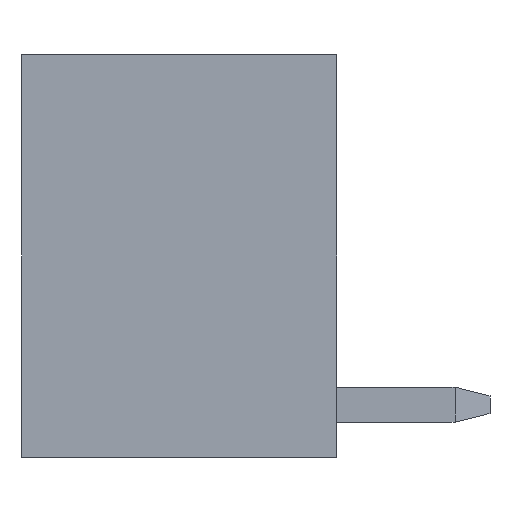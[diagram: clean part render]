
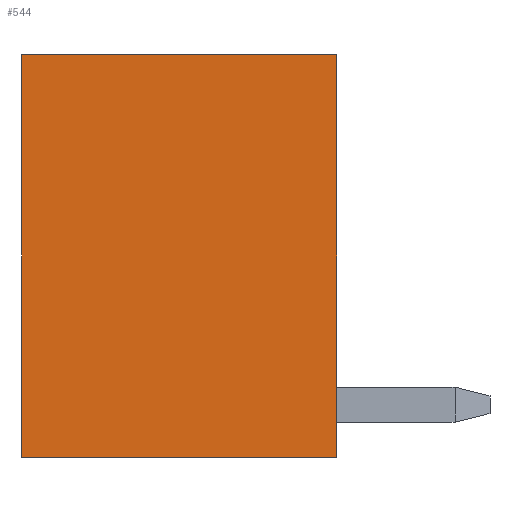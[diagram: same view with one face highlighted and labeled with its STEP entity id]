
A CAD part, left-side view. The second image highlights one B-rep face of the part: STEP entity #544.
In plain terms, the highlighted planar face has unit normal (-1, 0, 0).
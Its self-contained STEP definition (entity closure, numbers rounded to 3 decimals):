
#544 = ADVANCED_FACE( '', ( #1170 ), #1171, .F. );
#1170 = FACE_OUTER_BOUND( '', #1893, .T. );
#1171 = PLANE( '', #1894 );
#1893 = EDGE_LOOP( '', ( #3302, #3303, #3304, #3305 ) );
#1894 = AXIS2_PLACEMENT_3D( '', #3306, #3307, #3308 );
#3302 = ORIENTED_EDGE( '', *, *, #4864, .F. );
#3303 = ORIENTED_EDGE( '', *, *, #4900, .F. );
#3304 = ORIENTED_EDGE( '', *, *, #4820, .F. );
#3305 = ORIENTED_EDGE( '', *, *, #4993, .F. );
#3306 = CARTESIAN_POINT( '', ( -9.3, 0., 0. ) );
#3307 = DIRECTION( '', ( 1., 0., 0. ) );
#3308 = DIRECTION( '', ( 0., 0., -1. ) );
#4820 = EDGE_CURVE( '', #5939, #5940, #5941, .T. );
#4864 = EDGE_CURVE( '', #6008, #6010, #6011, .T. );
#4900 = EDGE_CURVE( '', #5940, #6008, #6064, .T. );
#4993 = EDGE_CURVE( '', #6010, #5939, #6203, .T. );
#5939 = VERTEX_POINT( '', #7507 );
#5940 = VERTEX_POINT( '', #7508 );
#5941 = LINE( '', #7509, #7510 );
#6008 = VERTEX_POINT( '', #7612 );
#6010 = VERTEX_POINT( '', #7615 );
#6011 = LINE( '', #7616, #7617 );
#6064 = LINE( '', #7697, #7698 );
#6203 = LINE( '', #7905, #7906 );
#7507 = CARTESIAN_POINT( '', ( -9.3, 3.6, -4.6 ) );
#7508 = CARTESIAN_POINT( '', ( -9.3, 3.6, 4.6 ) );
#7509 = CARTESIAN_POINT( '', ( -9.3, 3.6, -4.6 ) );
#7510 = VECTOR( '', #8751, 1000. );
#7612 = CARTESIAN_POINT( '', ( -9.3, -3.6, 4.6 ) );
#7615 = CARTESIAN_POINT( '', ( -9.3, -3.6, -4.6 ) );
#7616 = CARTESIAN_POINT( '', ( -9.3, -3.6, 4.6 ) );
#7617 = VECTOR( '', #8788, 1000. );
#7697 = CARTESIAN_POINT( '', ( -9.3, 3.6, 4.6 ) );
#7698 = VECTOR( '', #8822, 1000. );
#7905 = CARTESIAN_POINT( '', ( -9.3, -3.6, -4.6 ) );
#7906 = VECTOR( '', #8912, 1000. );
#8751 = DIRECTION( '', ( 0., 0., 1. ) );
#8788 = DIRECTION( '', ( 0., 0., -1. ) );
#8822 = DIRECTION( '', ( 0., -1., 0. ) );
#8912 = DIRECTION( '', ( 0., 1., 0. ) );
